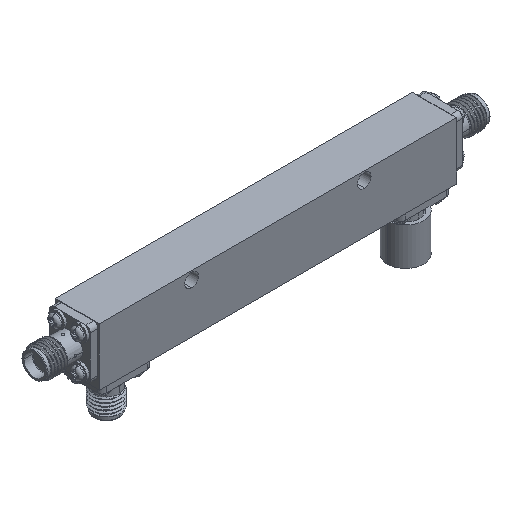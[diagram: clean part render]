
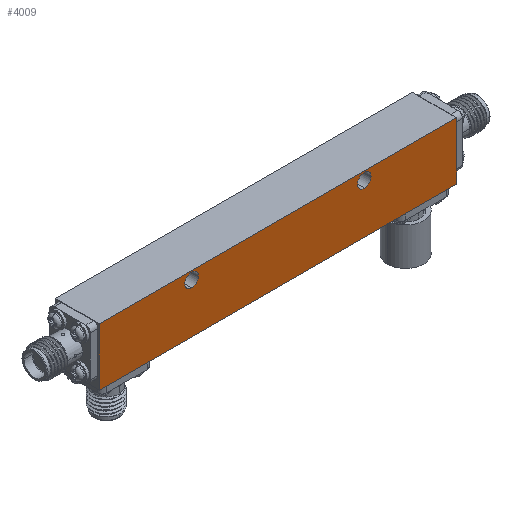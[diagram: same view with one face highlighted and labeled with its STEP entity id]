
A CAD part, isometric view. The second image highlights one B-rep face of the part: STEP entity #4009.
In plain terms, the highlighted planar face has unit normal (0, -1, 0).
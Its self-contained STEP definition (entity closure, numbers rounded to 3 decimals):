
#47 = LINE ( 'NONE', #5448, #2179 ) ;
#72 = DIRECTION ( 'NONE',  ( 0., 0., 1. ) ) ;
#235 = FACE_BOUND ( 'NONE', #1231, .T. ) ;
#265 = DIRECTION ( 'NONE',  ( 0., 1., 0. ) ) ;
#271 = CARTESIAN_POINT ( 'NONE',  ( -39.4, -4.85, 6.35 ) ) ;
#383 = LINE ( 'NONE', #5786, #2040 ) ;
#430 = DIRECTION ( 'NONE',  ( 0., 1., 0. ) ) ;
#440 = ORIENTED_EDGE ( 'NONE', *, *, #5554, .F. ) ;
#501 = DIRECTION ( 'NONE',  ( 0., 0., 1. ) ) ;
#706 = AXIS2_PLACEMENT_3D ( 'NONE', #2074, #3634, #2038 ) ;
#785 = FACE_OUTER_BOUND ( 'NONE', #4838, .T. ) ;
#804 = CARTESIAN_POINT ( 'NONE',  ( 19.05, -4.85, 3.05 ) ) ;
#890 = DIRECTION ( 'NONE',  ( 0., 0., 1. ) ) ;
#957 = EDGE_LOOP ( 'NONE', ( #5457, #1425 ) ) ;
#1020 = CARTESIAN_POINT ( 'NONE',  ( -19.05, -4.85, 6.05 ) ) ;
#1048 = ORIENTED_EDGE ( 'NONE', *, *, #5560, .F. ) ;
#1231 = EDGE_LOOP ( 'NONE', ( #5894, #1832 ) ) ;
#1284 = VECTOR ( 'NONE', #1785, 1000. ) ;
#1414 = ORIENTED_EDGE ( 'NONE', *, *, #2259, .F. ) ;
#1425 = ORIENTED_EDGE ( 'NONE', *, *, #5213, .T. ) ;
#1432 = EDGE_CURVE ( 'NONE', #4417, #6117, #6263, .T. ) ;
#1560 = DIRECTION ( 'NONE',  ( -1., 0., 0. ) ) ;
#1773 = CARTESIAN_POINT ( 'NONE',  ( 39.4, -4.85, -6.35 ) ) ;
#1785 = DIRECTION ( 'NONE',  ( 1., 0., 0. ) ) ;
#1832 = ORIENTED_EDGE ( 'NONE', *, *, #6211, .T. ) ;
#2038 = DIRECTION ( 'NONE',  ( 0., 0., 1. ) ) ;
#2040 = VECTOR ( 'NONE', #4755, 1000. ) ;
#2074 = CARTESIAN_POINT ( 'NONE',  ( -19.05, -4.85, 4.55 ) ) ;
#2179 = VECTOR ( 'NONE', #1560, 1000. ) ;
#2259 = EDGE_CURVE ( 'NONE', #6117, #4560, #383, .T. ) ;
#2541 = LINE ( 'NONE', #3521, #2808 ) ;
#2802 = CARTESIAN_POINT ( 'NONE',  ( -39.4, -4.85, -6.35 ) ) ;
#2806 = VERTEX_POINT ( 'NONE', #1020 ) ;
#2808 = VECTOR ( 'NONE', #501, 1000. ) ;
#2870 = PLANE ( 'NONE',  #5705 ) ;
#2930 = VERTEX_POINT ( 'NONE', #804 ) ;
#3023 = AXIS2_PLACEMENT_3D ( 'NONE', #3380, #430, #4843 ) ;
#3380 = CARTESIAN_POINT ( 'NONE',  ( 19.05, -4.85, 4.55 ) ) ;
#3385 = FACE_BOUND ( 'NONE', #957, .T. ) ;
#3521 = CARTESIAN_POINT ( 'NONE',  ( -39.4, -4.85, -6.35 ) ) ;
#3548 = DIRECTION ( 'NONE',  ( 0., 1., 0. ) ) ;
#3572 = CARTESIAN_POINT ( 'NONE',  ( -19.05, -4.85, 4.55 ) ) ;
#3618 = ORIENTED_EDGE ( 'NONE', *, *, #1432, .F. ) ;
#3634 = DIRECTION ( 'NONE',  ( 0., 1., 0. ) ) ;
#3796 = CARTESIAN_POINT ( 'NONE',  ( 0., -4.85, 0. ) ) ;
#3829 = CIRCLE ( 'NONE', #3946, 1.5 ) ;
#3946 = AXIS2_PLACEMENT_3D ( 'NONE', #5142, #4219, #4590 ) ;
#3954 = CIRCLE ( 'NONE', #3023, 1.5 ) ;
#4009 = ADVANCED_FACE ( 'NONE', ( #235, #3385, #785 ), #2870, .F. ) ;
#4076 = VERTEX_POINT ( 'NONE', #4284 ) ;
#4219 = DIRECTION ( 'NONE',  ( 0., 1., 0. ) ) ;
#4284 = CARTESIAN_POINT ( 'NONE',  ( -19.05, -4.85, 3.05 ) ) ;
#4366 = CARTESIAN_POINT ( 'NONE',  ( 19.05, -4.85, 6.05 ) ) ;
#4417 = VERTEX_POINT ( 'NONE', #5164 ) ;
#4510 = CARTESIAN_POINT ( 'NONE',  ( 39.4, -4.85, 6.35 ) ) ;
#4560 = VERTEX_POINT ( 'NONE', #1773 ) ;
#4574 = CIRCLE ( 'NONE', #6247, 1.5 ) ;
#4590 = DIRECTION ( 'NONE',  ( 0., 0., 1. ) ) ;
#4755 = DIRECTION ( 'NONE',  ( 0., 0., -1. ) ) ;
#4786 = CIRCLE ( 'NONE', #706, 1.5 ) ;
#4838 = EDGE_LOOP ( 'NONE', ( #1048, #440, #1414, #3618 ) ) ;
#4843 = DIRECTION ( 'NONE',  ( 0., 0., 1. ) ) ;
#4905 = VERTEX_POINT ( 'NONE', #4366 ) ;
#5142 = CARTESIAN_POINT ( 'NONE',  ( 19.05, -4.85, 4.55 ) ) ;
#5164 = CARTESIAN_POINT ( 'NONE',  ( -39.4, -4.85, 6.35 ) ) ;
#5213 = EDGE_CURVE ( 'NONE', #2930, #4905, #3829, .T. ) ;
#5448 = CARTESIAN_POINT ( 'NONE',  ( -39.4, -4.85, -6.35 ) ) ;
#5457 = ORIENTED_EDGE ( 'NONE', *, *, #6027, .T. ) ;
#5471 = VERTEX_POINT ( 'NONE', #2802 ) ;
#5554 = EDGE_CURVE ( 'NONE', #4560, #5471, #47, .T. ) ;
#5560 = EDGE_CURVE ( 'NONE', #5471, #4417, #2541, .T. ) ;
#5705 = AXIS2_PLACEMENT_3D ( 'NONE', #3796, #265, #890 ) ;
#5786 = CARTESIAN_POINT ( 'NONE',  ( 39.4, -4.85, -6.35 ) ) ;
#5894 = ORIENTED_EDGE ( 'NONE', *, *, #6167, .T. ) ;
#6027 = EDGE_CURVE ( 'NONE', #4905, #2930, #3954, .T. ) ;
#6117 = VERTEX_POINT ( 'NONE', #4510 ) ;
#6167 = EDGE_CURVE ( 'NONE', #2806, #4076, #4574, .T. ) ;
#6211 = EDGE_CURVE ( 'NONE', #4076, #2806, #4786, .T. ) ;
#6247 = AXIS2_PLACEMENT_3D ( 'NONE', #3572, #3548, #72 ) ;
#6263 = LINE ( 'NONE', #271, #1284 ) ;
